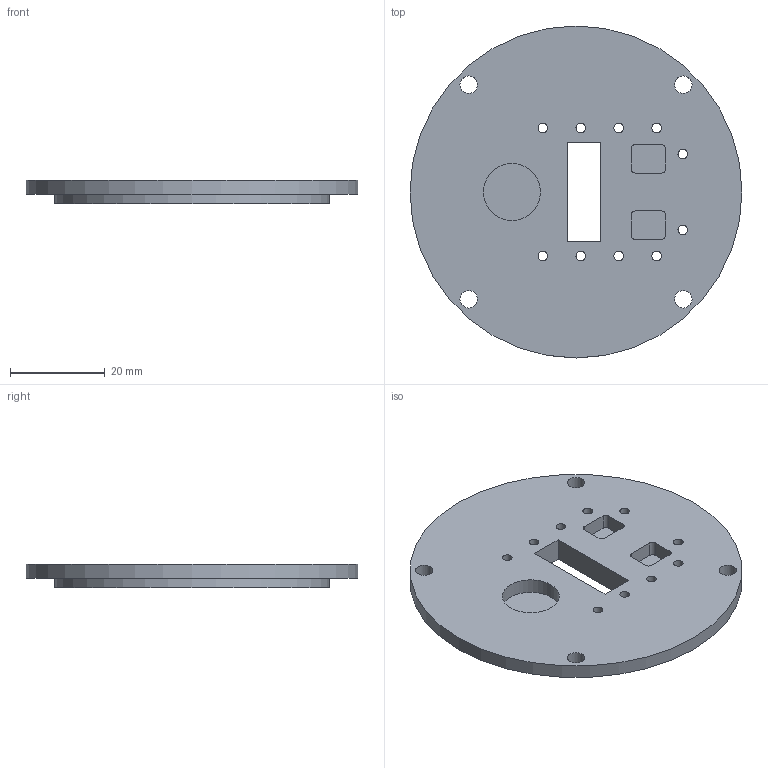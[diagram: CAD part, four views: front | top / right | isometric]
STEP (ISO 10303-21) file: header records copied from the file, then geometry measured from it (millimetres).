
FILE_DESCRIPTION(/* description */ (''),/* implementation_level */ '2;1');
FILE_NAME(/* name */ 'TE_01.stp',/* time_stamp */ '2025-02-15T21:17:21-06:00',/* author */ ('Alcatraz'),/* organization */ (''),/* preprocessor_version */ 'ST-DEVELOPER v20',/* originating_system */ 'Autodesk Inventor 2024',/* authorisation */ '');
FILE_SCHEMA (('AUTOMOTIVE_DESIGN { 1 0 10303 214 3 1 1 }'));
Length unit declared in the file: millimetre
Products named in the file (1): TE_01
Bounding box: 70 x 70 x 5 mm (x, y, z)
Volume: 15172.3 mm3; surface area: 9294 mm2
Topology: 1 solids, 1 shells, 43 faces, 111 edges, 74 vertices
Faces by surface type: cylinder 25, plane 18
Full cylindrical faces by diameter (mm): 2.013 x10, 3.688 x4, 12 x1, 58 x1, 70 x1
Entity records: 1438 total; most frequent: DIRECTION 249, CARTESIAN_POINT 229, ORIENTED_EDGE 222, EDGE_CURVE 111, AXIS2_PLACEMENT_3D 94, EDGE_LOOP 77, VERTEX_POINT 74, LINE 61
